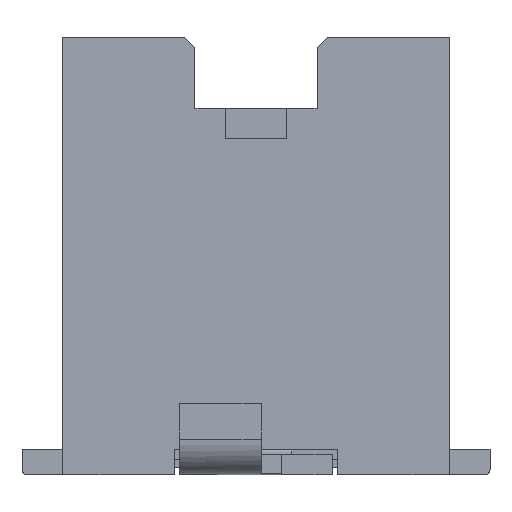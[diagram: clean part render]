
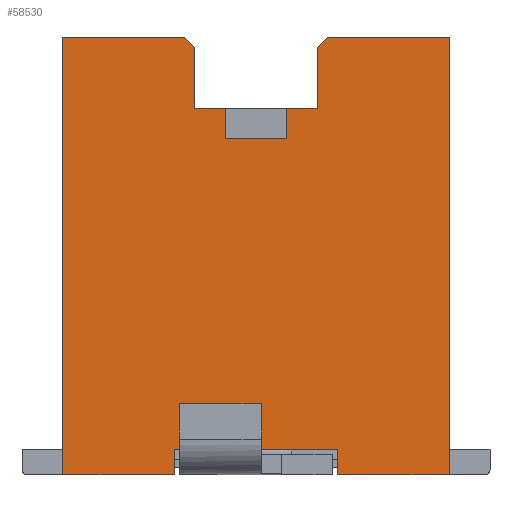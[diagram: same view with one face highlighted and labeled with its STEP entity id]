
A CAD part, left-side view. The second image highlights one B-rep face of the part: STEP entity #58530.
In plain terms, the highlighted planar face has unit normal (-1, 0, 0).
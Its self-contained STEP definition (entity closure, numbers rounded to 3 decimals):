
#9260=CARTESIAN_POINT('',(28.,76.2,4.3));
#9270=VERTEX_POINT('',#9260);
#9300=CARTESIAN_POINT('',(28.,77.4,4.3));
#9310=DIRECTION('',(0.,-1.,0.));
#9320=VECTOR('',#9310,1.);
#9330=LINE('',#9300,#9320);
#9340=CARTESIAN_POINT('',(28.,77.4,4.3));
#9350=VERTEX_POINT('',#9340);
#9360=EDGE_CURVE('',#9350,#9270,#9330,.T.);
#57000=CARTESIAN_POINT('',(28.,77.4,4.3));
#57010=DIRECTION('',(0.,0.707,-0.707));
#57020=VECTOR('',#57010,1.);
#57030=LINE('',#57000,#57020);
#57040=CARTESIAN_POINT('',(28.,77.5,4.2));
#57050=VERTEX_POINT('',#57040);
#57060=EDGE_CURVE('',#9350,#57050,#57030,.T.);
#57180=CARTESIAN_POINT('',(28.,80.,0.));
#57190=DIRECTION('',(1.,0.,0.));
#57200=DIRECTION('',(0.,-1.,0.));
#57210=AXIS2_PLACEMENT_3D('',#57180,#57190,#57200);
#57220=PLANE('',#57210);
#57230=CARTESIAN_POINT('',(28.,80.,0.));
#57240=DIRECTION('',(0.,-1.,0.));
#57250=VECTOR('',#57240,1.);
#57260=LINE('',#57230,#57250);
#57270=CARTESIAN_POINT('',(28.,80.,0.));
#57280=VERTEX_POINT('',#57270);
#57290=CARTESIAN_POINT('',(28.,78.9,0.));
#57300=VERTEX_POINT('',#57290);
#57310=EDGE_CURVE('',#57280,#57300,#57260,.T.);
#57320=ORIENTED_EDGE('',*,*,#57310,.T.);
#57330=CARTESIAN_POINT('',(28.,80.,4.3));
#57340=DIRECTION('',(0.,0.,-1.));
#57350=VECTOR('',#57340,1.);
#57360=LINE('',#57330,#57350);
#57370=CARTESIAN_POINT('',(28.,80.,4.3));
#57380=VERTEX_POINT('',#57370);
#57390=EDGE_CURVE('',#57380,#57280,#57360,.T.);
#57400=ORIENTED_EDGE('',*,*,#57390,.T.);
#57410=CARTESIAN_POINT('',(28.,80.,4.3));
#57420=DIRECTION('',(0.,-1.,0.));
#57430=VECTOR('',#57420,1.);
#57440=LINE('',#57410,#57430);
#57450=CARTESIAN_POINT('',(28.,78.8,4.3));
#57460=VERTEX_POINT('',#57450);
#57470=EDGE_CURVE('',#57380,#57460,#57440,.T.);
#57480=ORIENTED_EDGE('',*,*,#57470,.F.);
#57490=CARTESIAN_POINT('',(28.,78.7,4.2));
#57500=DIRECTION('',(0.,0.707,0.707));
#57510=VECTOR('',#57500,1.);
#57520=LINE('',#57490,#57510);
#57530=CARTESIAN_POINT('',(28.,78.7,4.2));
#57540=VERTEX_POINT('',#57530);
#57550=EDGE_CURVE('',#57540,#57460,#57520,.T.);
#57560=ORIENTED_EDGE('',*,*,#57550,.T.);
#57570=CARTESIAN_POINT('',(28.,78.7,3.6));
#57580=DIRECTION('',(0.,0.,1.));
#57590=VECTOR('',#57580,1.);
#57600=LINE('',#57570,#57590);
#57610=CARTESIAN_POINT('',(28.,78.7,3.6));
#57620=VERTEX_POINT('',#57610);
#57630=EDGE_CURVE('',#57620,#57540,#57600,.T.);
#57640=ORIENTED_EDGE('',*,*,#57630,.T.);
#57650=CARTESIAN_POINT('',(28.,78.4,3.6));
#57660=DIRECTION('',(0.,1.,0.));
#57670=VECTOR('',#57660,1.);
#57680=LINE('',#57650,#57670);
#57690=CARTESIAN_POINT('',(28.,78.4,3.6));
#57700=VERTEX_POINT('',#57690);
#57710=EDGE_CURVE('',#57700,#57620,#57680,.T.);
#57720=ORIENTED_EDGE('',*,*,#57710,.T.);
#57730=CARTESIAN_POINT('',(28.,78.4,3.3));
#57740=DIRECTION('',(0.,0.,1.));
#57750=VECTOR('',#57740,1.);
#57760=LINE('',#57730,#57750);
#57770=CARTESIAN_POINT('',(28.,78.4,3.3));
#57780=VERTEX_POINT('',#57770);
#57790=EDGE_CURVE('',#57780,#57700,#57760,.T.);
#57800=ORIENTED_EDGE('',*,*,#57790,.T.);
#57810=CARTESIAN_POINT('',(28.,77.8,3.3));
#57820=DIRECTION('',(0.,1.,0.));
#57830=VECTOR('',#57820,1.);
#57840=LINE('',#57810,#57830);
#57850=CARTESIAN_POINT('',(28.,77.8,3.3));
#57860=VERTEX_POINT('',#57850);
#57870=EDGE_CURVE('',#57860,#57780,#57840,.T.);
#57880=ORIENTED_EDGE('',*,*,#57870,.T.);
#57890=CARTESIAN_POINT('',(28.,77.8,3.6));
#57900=DIRECTION('',(0.,0.,-1.));
#57910=VECTOR('',#57900,1.);
#57920=LINE('',#57890,#57910);
#57930=CARTESIAN_POINT('',(28.,77.8,3.6));
#57940=VERTEX_POINT('',#57930);
#57950=EDGE_CURVE('',#57940,#57860,#57920,.T.);
#57960=ORIENTED_EDGE('',*,*,#57950,.T.);
#57970=CARTESIAN_POINT('',(28.,77.5,3.6));
#57980=DIRECTION('',(0.,1.,0.));
#57990=VECTOR('',#57980,1.);
#58000=LINE('',#57970,#57990);
#58010=CARTESIAN_POINT('',(28.,77.5,3.6));
#58020=VERTEX_POINT('',#58010);
#58030=EDGE_CURVE('',#58020,#57940,#58000,.T.);
#58040=ORIENTED_EDGE('',*,*,#58030,.T.);
#58050=CARTESIAN_POINT('',(28.,77.5,4.2));
#58060=DIRECTION('',(0.,0.,-1.));
#58070=VECTOR('',#58060,1.);
#58080=LINE('',#58050,#58070);
#58090=EDGE_CURVE('',#57050,#58020,#58080,.T.);
#58100=ORIENTED_EDGE('',*,*,#58090,.T.);
#58110=ORIENTED_EDGE('',*,*,#57060,.T.);
#58120=ORIENTED_EDGE('',*,*,#9360,.F.);
#58130=CARTESIAN_POINT('',(28.,76.2,4.3));
#58140=DIRECTION('',(0.,0.,-1.));
#58150=VECTOR('',#58140,1.);
#58160=LINE('',#58130,#58150);
#58170=CARTESIAN_POINT('',(28.,76.2,0.));
#58180=VERTEX_POINT('',#58170);
#58190=EDGE_CURVE('',#9270,#58180,#58160,.T.);
#58200=ORIENTED_EDGE('',*,*,#58190,.F.);
#58210=CARTESIAN_POINT('',(28.,77.3,0.));
#58220=DIRECTION('',(0.,-1.,0.));
#58230=VECTOR('',#58220,1.);
#58240=LINE('',#58210,#58230);
#58250=CARTESIAN_POINT('',(28.,77.3,0.));
#58260=VERTEX_POINT('',#58250);
#58270=EDGE_CURVE('',#58260,#58180,#58240,.T.);
#58280=ORIENTED_EDGE('',*,*,#58270,.T.);
#58290=CARTESIAN_POINT('',(28.,77.3,0.25));
#58300=DIRECTION('',(0.,0.,-1.));
#58310=VECTOR('',#58300,1.);
#58320=LINE('',#58290,#58310);
#58330=CARTESIAN_POINT('',(28.,77.3,0.25));
#58340=VERTEX_POINT('',#58330);
#58350=EDGE_CURVE('',#58340,#58260,#58320,.T.);
#58360=ORIENTED_EDGE('',*,*,#58350,.T.);
#58370=CARTESIAN_POINT('',(28.,78.9,0.25));
#58380=DIRECTION('',(0.,-1.,0.));
#58390=VECTOR('',#58380,1.);
#58400=LINE('',#58370,#58390);
#58410=CARTESIAN_POINT('',(28.,78.9,0.25));
#58420=VERTEX_POINT('',#58410);
#58430=EDGE_CURVE('',#58420,#58340,#58400,.T.);
#58440=ORIENTED_EDGE('',*,*,#58430,.T.);
#58450=CARTESIAN_POINT('',(28.,78.9,0.));
#58460=DIRECTION('',(0.,0.,1.));
#58470=VECTOR('',#58460,1.);
#58480=LINE('',#58450,#58470);
#58490=EDGE_CURVE('',#57300,#58420,#58480,.T.);
#58500=ORIENTED_EDGE('',*,*,#58490,.T.);
#58510=EDGE_LOOP('',(#58500,#58440,#58360,#58280,#58200,#58120,#58110,
#58100,#58040,#57960,#57880,#57800,#57720,#57640,#57560,#57480,#57400,
#57320));
#58520=FACE_OUTER_BOUND('',#58510,.T.);
#58530=ADVANCED_FACE('',(#58520),#57220,.F.);
